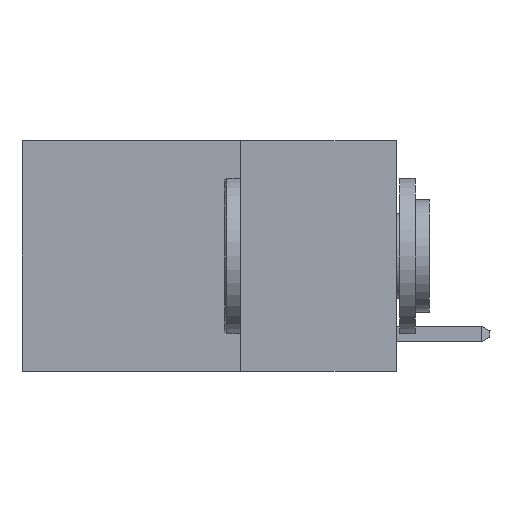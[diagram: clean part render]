
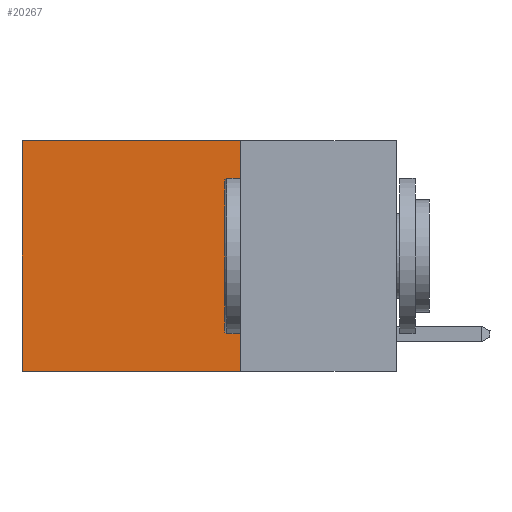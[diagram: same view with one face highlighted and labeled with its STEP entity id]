
A CAD part, left-side view. The second image highlights one B-rep face of the part: STEP entity #20267.
In plain terms, the highlighted planar face has unit normal (-1, 0, 0).
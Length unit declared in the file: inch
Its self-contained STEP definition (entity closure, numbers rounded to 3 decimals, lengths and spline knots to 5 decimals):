
#1129 = CARTESIAN_POINT ( 'NONE',  ( 0.2625, 0.25, 0. ) ) ;
#1574 = ORIENTED_EDGE ( 'NONE', *, *, #20275, .F. ) ;
#2488 = ORIENTED_EDGE ( 'NONE', *, *, #7932, .T. ) ;
#2548 = DIRECTION ( 'NONE',  ( 0., 1., 0. ) ) ;
#3587 = AXIS2_PLACEMENT_3D ( 'NONE', #6649, #10974, #8985 ) ;
#4196 = CARTESIAN_POINT ( 'NONE',  ( 0.2625, 0.6, -0.37 ) ) ;
#5184 = VERTEX_POINT ( 'NONE', #17359 ) ;
#5230 = LINE ( 'NONE', #20063, #20038 ) ;
#6649 = CARTESIAN_POINT ( 'NONE',  ( 0.2625, 0.25, 0. ) ) ;
#7401 = DIRECTION ( 'NONE',  ( 0., 0., -1. ) ) ;
#7932 = EDGE_CURVE ( 'NONE', #17050, #18906, #5230, .T. ) ;
#8320 = EDGE_LOOP ( 'NONE', ( #2488, #25202, #1574, #23187 ) ) ;
#8985 = DIRECTION ( 'NONE',  ( 0., 0., -1. ) ) ;
#10974 = DIRECTION ( 'NONE',  ( 1., 0., 0. ) ) ;
#10994 = VECTOR ( 'NONE', #21776, 39.37008 ) ;
#13825 = VECTOR ( 'NONE', #2548, 39.37008 ) ;
#15096 = CARTESIAN_POINT ( 'NONE',  ( 0.2625, 0.25, 0. ) ) ;
#15178 = VERTEX_POINT ( 'NONE', #25739 ) ;
#15409 = FACE_OUTER_BOUND ( 'NONE', #8320, .T. ) ;
#16073 = CARTESIAN_POINT ( 'NONE',  ( 0.2625, 0.6, 0. ) ) ;
#16448 = LINE ( 'NONE', #21222, #13825 ) ;
#17050 = VERTEX_POINT ( 'NONE', #16073 ) ;
#17359 = CARTESIAN_POINT ( 'NONE',  ( 0.2625, 0.25, 0. ) ) ;
#17789 = EDGE_CURVE ( 'NONE', #5184, #17050, #25837, .T. ) ;
#18906 = VERTEX_POINT ( 'NONE', #4196 ) ;
#19095 = DIRECTION ( 'NONE',  ( 0., 0., -1. ) ) ;
#20038 = VECTOR ( 'NONE', #7401, 39.37008 ) ;
#20063 = CARTESIAN_POINT ( 'NONE',  ( 0.2625, 0.6, 0. ) ) ;
#20267 = ADVANCED_FACE ( 'NONE', ( #15409 ), #23286, .F. ) ;
#20275 = EDGE_CURVE ( 'NONE', #5184, #15178, #24394, .T. ) ;
#21222 = CARTESIAN_POINT ( 'NONE',  ( 0.2625, 0.25, -0.37 ) ) ;
#21776 = DIRECTION ( 'NONE',  ( 0., 1., 0. ) ) ;
#23187 = ORIENTED_EDGE ( 'NONE', *, *, #17789, .T. ) ;
#23286 = PLANE ( 'NONE',  #3587 ) ;
#24394 = LINE ( 'NONE', #15096, #26375 ) ;
#24802 = EDGE_CURVE ( 'NONE', #15178, #18906, #16448, .T. ) ;
#25202 = ORIENTED_EDGE ( 'NONE', *, *, #24802, .F. ) ;
#25739 = CARTESIAN_POINT ( 'NONE',  ( 0.2625, 0.25, -0.37 ) ) ;
#25837 = LINE ( 'NONE', #1129, #10994 ) ;
#26375 = VECTOR ( 'NONE', #19095, 39.37008 ) ;
